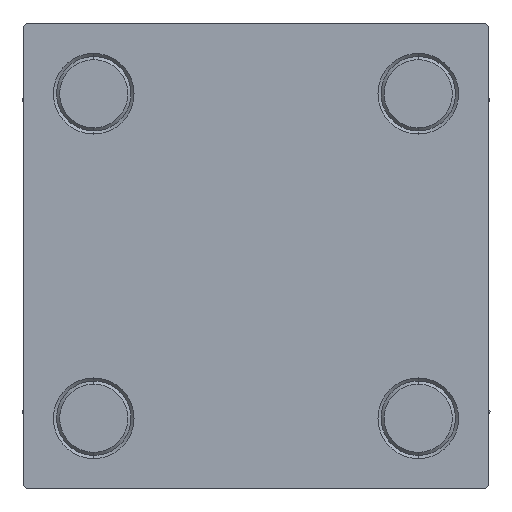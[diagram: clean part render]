
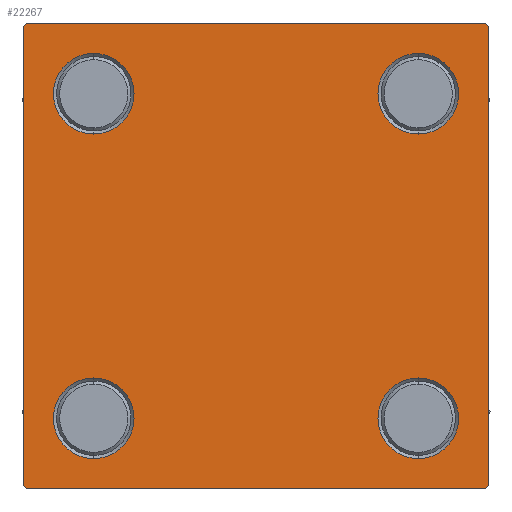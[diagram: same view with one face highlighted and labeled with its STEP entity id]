
A CAD part, left-side view. The second image highlights one B-rep face of the part: STEP entity #22267.
In plain terms, the highlighted planar face has unit normal (-1, 0, 0).
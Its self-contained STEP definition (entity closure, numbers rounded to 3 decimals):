
#618 = CARTESIAN_POINT ( 'NONE',  ( 0., -37., 37.5 ) ) ;
#973 = DIRECTION ( 'NONE',  ( 1., 0., 0. ) ) ;
#1985 = EDGE_CURVE ( 'NONE', #22019, #32257, #45966, .T. ) ;
#2497 = CARTESIAN_POINT ( 'NONE',  ( 0., -26.15, -32.65 ) ) ;
#2684 = EDGE_CURVE ( 'NONE', #14931, #49070, #38640, .T. ) ;
#3366 = ORIENTED_EDGE ( 'NONE', *, *, #47372, .F. ) ;
#4049 = DIRECTION ( 'NONE',  ( 0., -1., 0. ) ) ;
#4158 = CIRCLE ( 'NONE', #18658, 6.5 ) ;
#4166 = VECTOR ( 'NONE', #39274, 1000. ) ;
#4206 = ORIENTED_EDGE ( 'NONE', *, *, #49490, .T. ) ;
#4241 = VECTOR ( 'NONE', #4049, 1000. ) ;
#4327 = EDGE_CURVE ( 'NONE', #32719, #32861, #23420, .T. ) ;
#4911 = AXIS2_PLACEMENT_3D ( 'NONE', #14512, #10231, #33209 ) ;
#5359 = DIRECTION ( 'NONE',  ( 0., 0., -1. ) ) ;
#5390 = CARTESIAN_POINT ( 'NONE',  ( 0., -26.15, 19.65 ) ) ;
#5515 = CARTESIAN_POINT ( 'NONE',  ( 0., -37.5, 37.5 ) ) ;
#5604 = VERTEX_POINT ( 'NONE', #48562 ) ;
#5624 = ORIENTED_EDGE ( 'NONE', *, *, #1985, .T. ) ;
#5852 = CARTESIAN_POINT ( 'NONE',  ( 0., 26.15, 26.15 ) ) ;
#6056 = EDGE_LOOP ( 'NONE', ( #6150, #4206 ) ) ;
#6150 = ORIENTED_EDGE ( 'NONE', *, *, #11964, .T. ) ;
#6308 = CARTESIAN_POINT ( 'NONE',  ( 0., 37.25, 37.25 ) ) ;
#6849 = EDGE_CURVE ( 'NONE', #45558, #5604, #4158, .T. ) ;
#6919 = CARTESIAN_POINT ( 'NONE',  ( 0., 37., -37.5 ) ) ;
#7291 = ORIENTED_EDGE ( 'NONE', *, *, #45533, .T. ) ;
#7358 = CARTESIAN_POINT ( 'NONE',  ( 0., 37.5, -37. ) ) ;
#7668 = EDGE_LOOP ( 'NONE', ( #5624, #13573 ) ) ;
#8546 = FACE_OUTER_BOUND ( 'NONE', #20525, .T. ) ;
#9071 = CIRCLE ( 'NONE', #42132, 6.5 ) ;
#9082 = EDGE_CURVE ( 'NONE', #41224, #29809, #39934, .T. ) ;
#9325 = CARTESIAN_POINT ( 'NONE',  ( 0., -37.5, -37. ) ) ;
#10051 = DIRECTION ( 'NONE',  ( 0., 0., -1. ) ) ;
#10231 = DIRECTION ( 'NONE',  ( 1., 0., 0. ) ) ;
#11964 = EDGE_CURVE ( 'NONE', #26996, #37787, #9071, .T. ) ;
#12052 = CARTESIAN_POINT ( 'NONE',  ( 0., 37., 37.5 ) ) ;
#12692 = CARTESIAN_POINT ( 'NONE',  ( 0., 37.5, 37.5 ) ) ;
#12847 = PLANE ( 'NONE',  #35063 ) ;
#12964 = DIRECTION ( 'NONE',  ( 0., -0.707, 0.707 ) ) ;
#13377 = CARTESIAN_POINT ( 'NONE',  ( 0., -26.15, -19.65 ) ) ;
#13434 = ORIENTED_EDGE ( 'NONE', *, *, #6849, .T. ) ;
#13573 = ORIENTED_EDGE ( 'NONE', *, *, #43618, .T. ) ;
#13684 = DIRECTION ( 'NONE',  ( 0., 0., 1. ) ) ;
#13746 = CARTESIAN_POINT ( 'NONE',  ( 0., 37.5, -37.5 ) ) ;
#14303 = ORIENTED_EDGE ( 'NONE', *, *, #28466, .F. ) ;
#14512 = CARTESIAN_POINT ( 'NONE',  ( 0., -26.15, -26.15 ) ) ;
#14716 = DIRECTION ( 'NONE',  ( 1., 0., 0. ) ) ;
#14867 = DIRECTION ( 'NONE',  ( 0., 0.707, -0.707 ) ) ;
#14931 = VERTEX_POINT ( 'NONE', #37478 ) ;
#15286 = AXIS2_PLACEMENT_3D ( 'NONE', #16347, #973, #19867 ) ;
#15306 = EDGE_LOOP ( 'NONE', ( #47149, #13434 ) ) ;
#15406 = LINE ( 'NONE', #46225, #4241 ) ;
#16199 = AXIS2_PLACEMENT_3D ( 'NONE', #35046, #42376, #27729 ) ;
#16347 = CARTESIAN_POINT ( 'NONE',  ( 0., -26.15, 26.15 ) ) ;
#16368 = DIRECTION ( 'NONE',  ( -1., 0., 0. ) ) ;
#16406 = DIRECTION ( 'NONE',  ( 0., 0., 1. ) ) ;
#17039 = DIRECTION ( 'NONE',  ( 0., -1., 0. ) ) ;
#17957 = VERTEX_POINT ( 'NONE', #9325 ) ;
#18658 = AXIS2_PLACEMENT_3D ( 'NONE', #22513, #14716, #16406 ) ;
#18777 = AXIS2_PLACEMENT_3D ( 'NONE', #43046, #34714, #23853 ) ;
#19867 = DIRECTION ( 'NONE',  ( 0., 0., 1. ) ) ;
#19929 = EDGE_LOOP ( 'NONE', ( #42918, #49740 ) ) ;
#20525 = EDGE_LOOP ( 'NONE', ( #26147, #7291, #40932, #21453, #14303, #37343, #3366, #37631 ) ) ;
#21235 = DIRECTION ( 'NONE',  ( 1., 0., 0. ) ) ;
#21453 = ORIENTED_EDGE ( 'NONE', *, *, #43844, .T. ) ;
#22019 = VERTEX_POINT ( 'NONE', #31893 ) ;
#22267 = ADVANCED_FACE ( 'NONE', ( #31513, #32027, #46930, #43130, #8546 ), #12847, .T. ) ;
#22513 = CARTESIAN_POINT ( 'NONE',  ( 0., 26.15, 26.15 ) ) ;
#23369 = CARTESIAN_POINT ( 'NONE',  ( 0., 26.15, 19.65 ) ) ;
#23420 = CIRCLE ( 'NONE', #4911, 6.5 ) ;
#23853 = DIRECTION ( 'NONE',  ( 0., 0., 1. ) ) ;
#23939 = CARTESIAN_POINT ( 'NONE',  ( 0., 0., 0. ) ) ;
#24439 = DIRECTION ( 'NONE',  ( 0., 0., 1. ) ) ;
#24918 = EDGE_CURVE ( 'NONE', #44170, #35271, #25112, .T. ) ;
#25112 = LINE ( 'NONE', #13746, #35967 ) ;
#25545 = DIRECTION ( 'NONE',  ( 0., 0., 1. ) ) ;
#26147 = ORIENTED_EDGE ( 'NONE', *, *, #9082, .T. ) ;
#26996 = VERTEX_POINT ( 'NONE', #39398 ) ;
#27729 = DIRECTION ( 'NONE',  ( 0., 0., 1. ) ) ;
#27794 = CARTESIAN_POINT ( 'NONE',  ( 0., -37.25, 37.25 ) ) ;
#28358 = LINE ( 'NONE', #35921, #28364 ) ;
#28364 = VECTOR ( 'NONE', #12964, 1000. ) ;
#28466 = EDGE_CURVE ( 'NONE', #14931, #17957, #44624, .T. ) ;
#29809 = VERTEX_POINT ( 'NONE', #7358 ) ;
#30666 = EDGE_CURVE ( 'NONE', #32861, #32719, #36049, .T. ) ;
#31513 = FACE_BOUND ( 'NONE', #7668, .T. ) ;
#31522 = VECTOR ( 'NONE', #14867, 1000. ) ;
#31771 = DIRECTION ( 'NONE',  ( 0., 0., 1. ) ) ;
#31893 = CARTESIAN_POINT ( 'NONE',  ( 0., -26.15, 32.65 ) ) ;
#32018 = CARTESIAN_POINT ( 'NONE',  ( 0., 26.15, -26.15 ) ) ;
#32027 = FACE_BOUND ( 'NONE', #19929, .T. ) ;
#32086 = VECTOR ( 'NONE', #10051, 1000. ) ;
#32257 = VERTEX_POINT ( 'NONE', #5390 ) ;
#32332 = CIRCLE ( 'NONE', #16199, 6.5 ) ;
#32630 = DIRECTION ( 'NONE',  ( 1., 0., 0. ) ) ;
#32719 = VERTEX_POINT ( 'NONE', #13377 ) ;
#32861 = VERTEX_POINT ( 'NONE', #2497 ) ;
#33209 = DIRECTION ( 'NONE',  ( 0., 0., 1. ) ) ;
#33219 = AXIS2_PLACEMENT_3D ( 'NONE', #5852, #21235, #13684 ) ;
#34714 = DIRECTION ( 'NONE',  ( 1., 0., 0. ) ) ;
#34861 = DIRECTION ( 'NONE',  ( 0., 0.707, 0.707 ) ) ;
#35046 = CARTESIAN_POINT ( 'NONE',  ( 0., -26.15, 26.15 ) ) ;
#35063 = AXIS2_PLACEMENT_3D ( 'NONE', #23939, #16368, #31771 ) ;
#35238 = LINE ( 'NONE', #46124, #4166 ) ;
#35271 = VERTEX_POINT ( 'NONE', #36390 ) ;
#35532 = DIRECTION ( 'NONE',  ( 1., 0., 0. ) ) ;
#35921 = CARTESIAN_POINT ( 'NONE',  ( 0., -37.25, -37.25 ) ) ;
#35967 = VECTOR ( 'NONE', #17039, 1000. ) ;
#36049 = CIRCLE ( 'NONE', #48946, 6.5 ) ;
#36390 = CARTESIAN_POINT ( 'NONE',  ( 0., -37., -37.5 ) ) ;
#37094 = VERTEX_POINT ( 'NONE', #12052 ) ;
#37343 = ORIENTED_EDGE ( 'NONE', *, *, #2684, .T. ) ;
#37478 = CARTESIAN_POINT ( 'NONE',  ( 0., -37.5, 37. ) ) ;
#37570 = LINE ( 'NONE', #6308, #31522 ) ;
#37631 = ORIENTED_EDGE ( 'NONE', *, *, #43479, .T. ) ;
#37787 = VERTEX_POINT ( 'NONE', #37918 ) ;
#37918 = CARTESIAN_POINT ( 'NONE',  ( 0., 26.15, -32.65 ) ) ;
#38029 = CIRCLE ( 'NONE', #33219, 6.5 ) ;
#38640 = LINE ( 'NONE', #27794, #38706 ) ;
#38706 = VECTOR ( 'NONE', #34861, 1000. ) ;
#39274 = DIRECTION ( 'NONE',  ( 0., -0.707, -0.707 ) ) ;
#39398 = CARTESIAN_POINT ( 'NONE',  ( 0., 26.15, -19.65 ) ) ;
#39934 = LINE ( 'NONE', #12692, #42025 ) ;
#40560 = CIRCLE ( 'NONE', #18777, 6.5 ) ;
#40797 = CARTESIAN_POINT ( 'NONE',  ( 0., 37.5, 37. ) ) ;
#40932 = ORIENTED_EDGE ( 'NONE', *, *, #24918, .T. ) ;
#41224 = VERTEX_POINT ( 'NONE', #40797 ) ;
#41937 = EDGE_CURVE ( 'NONE', #5604, #45558, #38029, .T. ) ;
#42025 = VECTOR ( 'NONE', #5359, 1000. ) ;
#42132 = AXIS2_PLACEMENT_3D ( 'NONE', #32018, #35532, #24439 ) ;
#42376 = DIRECTION ( 'NONE',  ( 1., 0., 0. ) ) ;
#42918 = ORIENTED_EDGE ( 'NONE', *, *, #4327, .T. ) ;
#43046 = CARTESIAN_POINT ( 'NONE',  ( 0., 26.15, -26.15 ) ) ;
#43130 = FACE_BOUND ( 'NONE', #15306, .T. ) ;
#43479 = EDGE_CURVE ( 'NONE', #37094, #41224, #37570, .T. ) ;
#43618 = EDGE_CURVE ( 'NONE', #32257, #22019, #32332, .T. ) ;
#43844 = EDGE_CURVE ( 'NONE', #35271, #17957, #28358, .T. ) ;
#44170 = VERTEX_POINT ( 'NONE', #6919 ) ;
#44624 = LINE ( 'NONE', #5515, #32086 ) ;
#45533 = EDGE_CURVE ( 'NONE', #29809, #44170, #35238, .T. ) ;
#45558 = VERTEX_POINT ( 'NONE', #23369 ) ;
#45966 = CIRCLE ( 'NONE', #15286, 6.5 ) ;
#46124 = CARTESIAN_POINT ( 'NONE',  ( 0., 37.25, -37.25 ) ) ;
#46225 = CARTESIAN_POINT ( 'NONE',  ( 0., 37.5, 37.5 ) ) ;
#46930 = FACE_BOUND ( 'NONE', #6056, .T. ) ;
#47149 = ORIENTED_EDGE ( 'NONE', *, *, #41937, .T. ) ;
#47372 = EDGE_CURVE ( 'NONE', #37094, #49070, #15406, .T. ) ;
#48282 = CARTESIAN_POINT ( 'NONE',  ( 0., -26.15, -26.15 ) ) ;
#48562 = CARTESIAN_POINT ( 'NONE',  ( 0., 26.15, 32.65 ) ) ;
#48946 = AXIS2_PLACEMENT_3D ( 'NONE', #48282, #32630, #25545 ) ;
#49070 = VERTEX_POINT ( 'NONE', #618 ) ;
#49490 = EDGE_CURVE ( 'NONE', #37787, #26996, #40560, .T. ) ;
#49740 = ORIENTED_EDGE ( 'NONE', *, *, #30666, .T. ) ;
